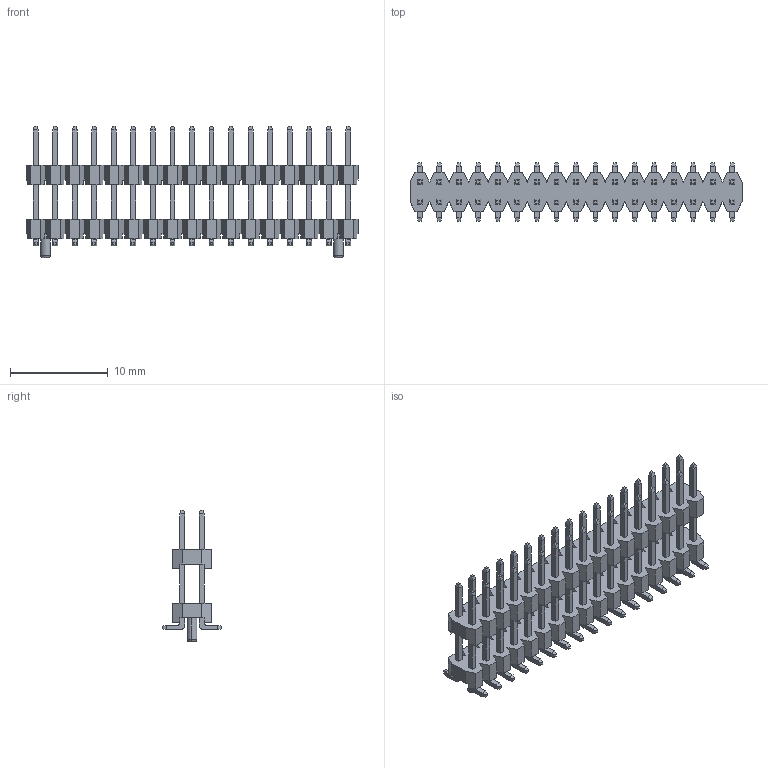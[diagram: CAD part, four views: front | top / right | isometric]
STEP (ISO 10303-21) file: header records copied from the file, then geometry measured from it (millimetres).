
FILE_DESCRIPTION (( 'STEP AP214' ), '1' );
FILE_NAME ('FPH20072-D34S1014110710M-REF.STEP', '2025-07-29T08:54:52', ( '' ), ( '' ), 'SwSTEP 2.0', 'SolidWorks 2021', '' );
FILE_SCHEMA (( 'AUTOMOTIVE_DESIGN' ));
Length unit declared in the file: millimetre
Products named in the file (1): FPH20072-D34S1014110710M-REF
Bounding box: 34 x 6 x 13.45 mm (x, y, z)
Volume: 486.4 mm3; surface area: 1652.6 mm2
Topology: 1 solids, 1 shells, 1310 faces, 3500 edges, 2196 vertices
Faces by surface type: plane 1234, cylinder 72, torus 4
Entity records: 39706 total; most frequent: CARTESIAN_POINT 7007, ORIENTED_EDGE 7000, DIRECTION 6274, EDGE_CURVE 3500, VECTOR 3348, LINE 3348, VERTEX_POINT 2196, AXIS2_PLACEMENT_3D 1463
